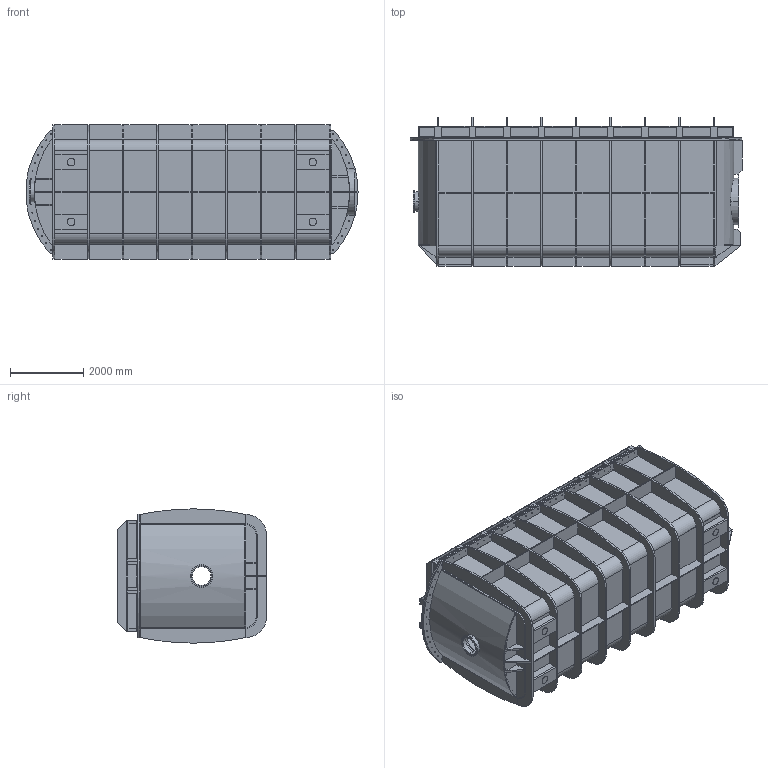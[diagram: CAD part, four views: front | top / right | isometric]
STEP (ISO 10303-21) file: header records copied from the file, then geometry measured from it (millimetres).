
FILE_DESCRIPTION (( 'STEP AP214' ), '1' );
FILE_NAME ('MOLLER HYBRID VACUUM CHAMBER ASSEMBLY.STEP', '2015-01-13T13:06:03', ( '' ), ( '' ), 'SwSTEP 2.0', 'SolidWorks 2015', '' );
FILE_SCHEMA (( 'AUTOMOTIVE_DESIGN' ));
Length unit declared in the file: inch
Products named in the file (37): Moller Hybrid Vacuum Chamber DS Endcap Bottom Rib; Moller Hybrid Vacuum Chamber Quarter Round; Moller Hybrid Vacuum Chamber DS Endcap Top Rib; Moller Hybrid Vacuum Chamber Top Plate Assy; Moller Hybrid Vacuum Chamber DS Endcap Dished Plate; Moller Hybrid Vacuum Chamber Endcap Secondary Gusset; Moller Hybrid Vacuum Chamber Top Plate  End Brace I beam; Moller Hybrid Vacuum Chamber US Endcap Dished Plate; Moller Hybrid Vacuum Chamber Support Block horizontal plate; Moller Hybrid Vacuum Chamber Magnet Frame support tube stock; Moller Hybrid Vacuum Chamber Side Plate; Moller Hybrid Vacuum Chamber Support Block vertical plate; Moller Hybrid Vacuum Chamber Magnet Frame support endcap; Moller Hybrid Vacuum Chamber Top Flange plate; Moller Hybrid Vacuum Chamber Bottom Plate Rib; Moller Hybrid Vacuum Chamber Magnet Frame support tube tie bar; Moller Hybrid Vacuum Chamber Top Plate Short I beam; Moller Hybrid Vacuum Chamber Side Plate Rib; Moller Hybrid Vacuum Chamber Top Plate I beam End Cap; MOLLER HYBRID VACUUM CHAMBER ASSEMBLY; Moller Hybrid Vacuum Chamber Top Plate Long I beam; Moller Hybrid Vacuum Chamber Main Rib Horiz section; Moller Hybrid Vacuum Chamber Top Plate I Beam Brace; Moller Hybrid Vacuum Chamber Main Rib Vert section; Moller Hybrid Vacuum Chamber modified bi-metal 13.25 cf blank; Moller Hybrid Vacuum Chamber US Endcap port weldment flange; Moller Hybrid Vacuum Chamber Services Tube; Moller Hybrid Vacuum Chamber US Endcap port weldment tube; Moller Hybrid Vacuum Chamber DS Endcap port weldment flange; Moller Hybrid Vacuum Chamber Top Plate; Moller Hybrid Vacuum Chamber DS Endcap port weldment tube; Moller Hybrid Vacuum Chamber Weldment; Moller Hybrid Vacuum Chamber Bottom Plate; Moller Hybrid Vacuum Chamber US Endcap Main Gusset; Moller Hybrid Vacuum Chamber Endcap Main Gusset; Moller Hybird Vacuum Chamber Endcap Shelf Vertical; Moller Hybrid Vacuum Chamber Endcap Shelf Horizontal
Assembly tree (179 placements, depth 3):
  MOLLER HYBRID VACUUM CHAMBER ASSEMBLY
    Moller Hybrid Vacuum Chamber Weldment
      Moller Hybrid Vacuum Chamber Top Flange plate
      Moller Hybrid Vacuum Chamber Side Plate  x2
      Moller Hybrid Vacuum Chamber US Endcap Dished Plate
      Moller Hybrid Vacuum Chamber DS Endcap Dished Plate
      Moller Hybrid Vacuum Chamber Quarter Round  x2
      Moller Hybrid Vacuum Chamber Endcap Shelf Horizontal  x2
      Moller Hybird Vacuum Chamber Endcap Shelf Vertical  x2
      Moller Hybrid Vacuum Chamber Bottom Plate
      Moller Hybrid Vacuum Chamber DS Endcap port weldment tube
      Moller Hybrid Vacuum Chamber DS Endcap port weldment flange
      Moller Hybrid Vacuum Chamber US Endcap port weldment tube
      Moller Hybrid Vacuum Chamber US Endcap port weldment flange
      Moller Hybrid Vacuum Chamber Main Rib Vert section  x18
      Moller Hybrid Vacuum Chamber Main Rib Horiz section  x9
      Moller Hybrid Vacuum Chamber Side Plate Rib  x16
      Moller Hybrid Vacuum Chamber Bottom Plate Rib  x8
      Moller Hybrid Vacuum Chamber Support Block vertical plate  x8
      Moller Hybrid Vacuum Chamber Support Block horizontal plate  x4
      Moller Hybrid Vacuum Chamber Endcap Secondary Gusset  x4
      Moller Hybrid Vacuum Chamber DS Endcap Top Rib
      Moller Hybrid Vacuum Chamber DS Endcap Bottom Rib
      Moller Hybrid Vacuum Chamber Endcap Main Gusset
      Moller Hybrid Vacuum Chamber US Endcap Main Gusset
    Moller Hybrid Vacuum Chamber Top Plate Assy
      Moller Hybrid Vacuum Chamber Top Plate
      Moller Hybrid Vacuum Chamber Services Tube  x4
      Moller Hybrid Vacuum Chamber modified bi-metal 13.25 cf blank  x4
      Moller Hybrid Vacuum Chamber Top Plate I Beam Brace  x9
      Moller Hybrid Vacuum Chamber Top Plate Long I beam  x9
      Moller Hybrid Vacuum Chamber Top Plate I beam End Cap  x22
      Moller Hybrid Vacuum Chamber Top Plate Short I beam  x16
      Moller Hybrid Vacuum Chamber Magnet Frame support tube tie bar  x3
      Moller Hybrid Vacuum Chamber Magnet Frame support endcap  x12
      Moller Hybrid Vacuum Chamber Magnet Frame support tube stock  x6
      Moller Hybrid Vacuum Chamber Top Plate  End Brace I beam  x4
Bounding box: 9041.55 x 4076.7 x 3657.6 mm (x, y, z)
Volume: 6406573186.9 mm3; surface area: 431395294.6 mm2
Topology: 177 solids, 177 shells, 3127 faces, 7632 edges, 4892 vertices
Faces by surface type: plane 1555, cylinder 1062, cone 510
Entity records: 40436 total; most frequent: CARTESIAN_POINT 6685, DIRECTION 6619, ORIENTED_EDGE 5508, EDGE_CURVE 2754, AXIS2_PLACEMENT_3D 2657, VERTEX_POINT 1795, EDGE_LOOP 1617, CIRCLE 1425
